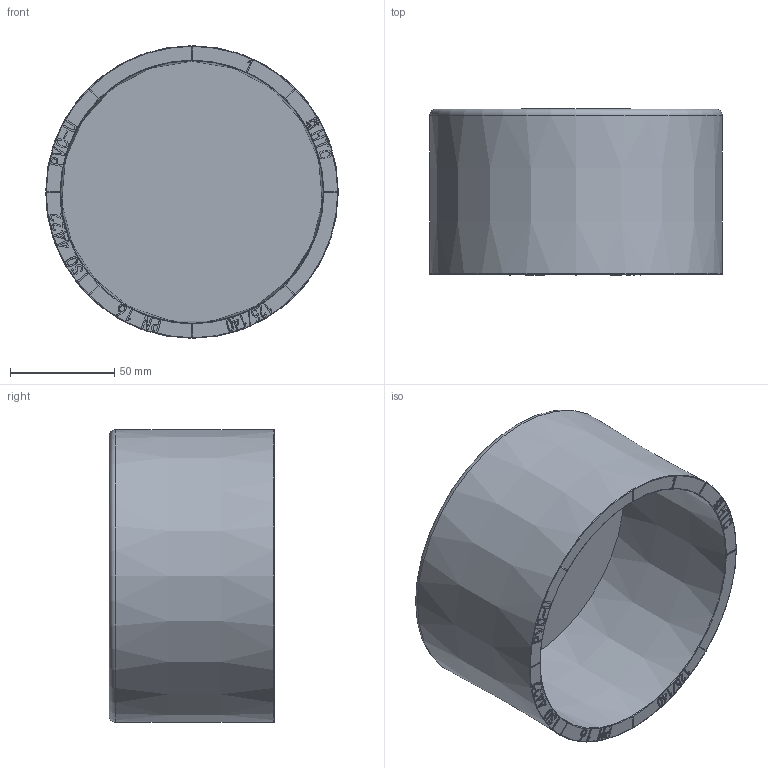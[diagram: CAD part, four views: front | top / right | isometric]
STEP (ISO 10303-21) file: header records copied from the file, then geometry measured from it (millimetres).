
FILE_DESCRIPTION(/* description */ (''),/* implementation_level */ '2;1');
FILE_NAME(/* name */ 'Z2A140125PGQL.stp',/* time_stamp */ '2024-10-11T16:35:27+08:00',/* author */ (''),/* organization */ (''),/* preprocessor_version */ 'ST-DEVELOPER v16',/* originating_system */ 'SIEMENS PLM Software NX 10.0',/* authorisation */ '');
FILE_SCHEMA (('AUTOMOTIVE_DESIGN { 1 0 10303 214 3 1 1 1 }'));
Length unit declared in the file: millimetre
Products named in the file (1): gelv0F84ADF760hz
Bounding box: 140.1 x 79.25 x 140.1 mm (x, y, z)
Volume: 364684.5 mm3; surface area: 92118.8 mm2
Topology: 1 solids, 1 shells, 1078 faces, 3112 edges, 2056 vertices
Faces by surface type: plane 1034, sphere 16, cylinder 14, extrusion 9, torus 3, cone 2
Full cylindrical faces by diameter (mm): 2.4 x1, 3.6 x1
Entity records: 40622 total; most frequent: CARTESIAN_POINT 16233, ORIENTED_EDGE 6176, DIRECTION 3344, EDGE_CURVE 3088, VERTEX_POINT 2055, B_SPLINE_CURVE_WITH_KNOTS 1990, AXIS2_PLACEMENT_3D 1157, EDGE_LOOP 1121
